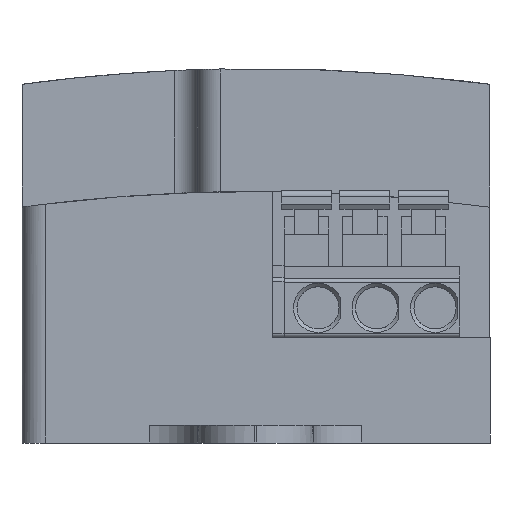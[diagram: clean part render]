
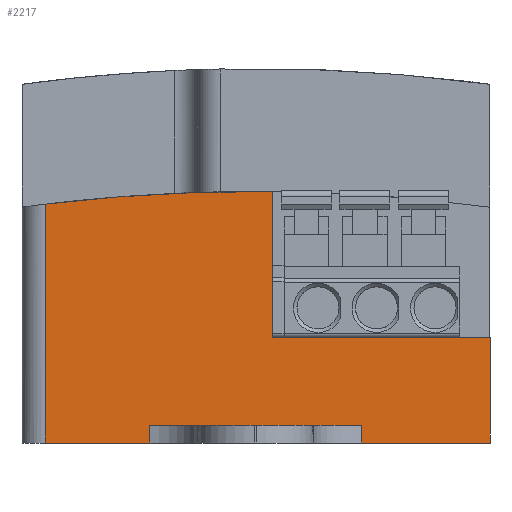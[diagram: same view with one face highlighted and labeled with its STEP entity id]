
A CAD part, left-side view. The second image highlights one B-rep face of the part: STEP entity #2217.
In plain terms, the highlighted planar face has unit normal (-1, 0, 0).
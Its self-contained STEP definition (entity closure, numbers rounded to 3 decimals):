
#1711=PLANE('',#7069);
#1948=FACE_OUTER_BOUND('',#3980,.T.);
#2217=ADVANCED_FACE('',(#1948),#1711,.T.);
#2565=LINE('',#9140,#3188);
#2568=LINE('',#9146,#3191);
#2569=LINE('',#9149,#3192);
#2570=LINE('',#9151,#3193);
#2571=LINE('',#9153,#3194);
#2572=LINE('',#9155,#3195);
#2573=LINE('',#9156,#3196);
#2574=LINE('',#9158,#3197);
#2575=LINE('',#9160,#3198);
#3188=VECTOR('',#7481,1.);
#3191=VECTOR('',#7486,1.);
#3192=VECTOR('',#7487,1.);
#3193=VECTOR('',#7488,1.);
#3194=VECTOR('',#7489,1.);
#3195=VECTOR('',#7490,1.);
#3196=VECTOR('',#7491,1.);
#3197=VECTOR('',#7492,1.);
#3198=VECTOR('',#7493,1.);
#3807=CIRCLE('',#7063,150.);
#3980=EDGE_LOOP('',(#4329,#4330,#4331,#4332,#4333,#4334,#4335,#4336,#4337,
#4338));
#4329=ORIENTED_EDGE('',*,*,#6318,.F.);
#4330=ORIENTED_EDGE('',*,*,#6319,.T.);
#4331=ORIENTED_EDGE('',*,*,#6320,.T.);
#4332=ORIENTED_EDGE('',*,*,#6321,.T.);
#4333=ORIENTED_EDGE('',*,*,#6322,.T.);
#4334=ORIENTED_EDGE('',*,*,#6315,.T.);
#4335=ORIENTED_EDGE('',*,*,#6305,.F.);
#4336=ORIENTED_EDGE('',*,*,#6323,.T.);
#4337=ORIENTED_EDGE('',*,*,#6324,.T.);
#4338=ORIENTED_EDGE('',*,*,#6325,.F.);
#5807=VERTEX_POINT('',#9089);
#5808=VERTEX_POINT('',#9091);
#5817=VERTEX_POINT('',#9141);
#5819=VERTEX_POINT('',#9147);
#5820=VERTEX_POINT('',#9148);
#5821=VERTEX_POINT('',#9150);
#5822=VERTEX_POINT('',#9152);
#5823=VERTEX_POINT('',#9154);
#5824=VERTEX_POINT('',#9157);
#5825=VERTEX_POINT('',#9159);
#6305=EDGE_CURVE('',#5807,#5808,#3807,.T.);
#6315=EDGE_CURVE('',#5817,#5808,#2565,.T.);
#6318=EDGE_CURVE('',#5819,#5820,#2568,.T.);
#6319=EDGE_CURVE('',#5819,#5821,#2569,.T.);
#6320=EDGE_CURVE('',#5821,#5822,#2570,.T.);
#6321=EDGE_CURVE('',#5822,#5823,#2571,.T.);
#6322=EDGE_CURVE('',#5823,#5817,#2572,.T.);
#6323=EDGE_CURVE('',#5807,#5824,#2573,.T.);
#6324=EDGE_CURVE('',#5824,#5825,#2574,.T.);
#6325=EDGE_CURVE('',#5820,#5825,#2575,.T.);
#7063=AXIS2_PLACEMENT_3D('',#9090,#7467,#7468);
#7069=AXIS2_PLACEMENT_3D('',#9161,#7494,#7495);
#7467=DIRECTION('',(1.,0.,0.));
#7468=DIRECTION('',(0.,0.,1.));
#7481=DIRECTION('',(0.,0.,1.));
#7486=DIRECTION('',(0.,1.,0.));
#7487=DIRECTION('',(0.,0.,-1.));
#7488=DIRECTION('',(0.,-1.,0.));
#7489=DIRECTION('',(0.,0.,1.));
#7490=DIRECTION('',(0.,1.,0.));
#7491=DIRECTION('',(0.,0.,-1.));
#7492=DIRECTION('',(0.,-1.,0.));
#7493=DIRECTION('',(0.,0.,-1.));
#7494=DIRECTION('',(-1.,0.,0.));
#7495=DIRECTION('',(0.,0.,1.));
#9089=CARTESIAN_POINT('',(-1.5,36.5,20.416));
#9090=CARTESIAN_POINT('',(-1.5,18.5,-128.5));
#9091=CARTESIAN_POINT('',(-1.5,17.079,21.493));
#9140=CARTESIAN_POINT('',(-1.5,17.079,0.));
#9141=CARTESIAN_POINT('',(-1.5,17.079,9.));
#9146=CARTESIAN_POINT('',(-1.5,18.6,1.5));
#9147=CARTESIAN_POINT('',(-1.5,9.505,1.5));
#9148=CARTESIAN_POINT('',(-1.5,27.595,1.5));
#9149=CARTESIAN_POINT('',(-1.5,9.505,1.5));
#9150=CARTESIAN_POINT('',(-1.5,9.505,0.));
#9151=CARTESIAN_POINT('',(-1.5,18.5,0.));
#9152=CARTESIAN_POINT('',(-1.5,-1.5,0.));
#9153=CARTESIAN_POINT('',(-1.5,-1.5,0.));
#9154=CARTESIAN_POINT('',(-1.5,-1.5,9.));
#9155=CARTESIAN_POINT('',(-1.5,18.5,9.));
#9156=CARTESIAN_POINT('',(-1.5,36.5,0.));
#9157=CARTESIAN_POINT('',(-1.5,36.5,0.));
#9158=CARTESIAN_POINT('',(-1.5,18.5,0.));
#9159=CARTESIAN_POINT('',(-1.5,27.595,0.));
#9160=CARTESIAN_POINT('',(-1.5,27.595,1.5));
#9161=CARTESIAN_POINT('',(-1.5,18.5,0.));
